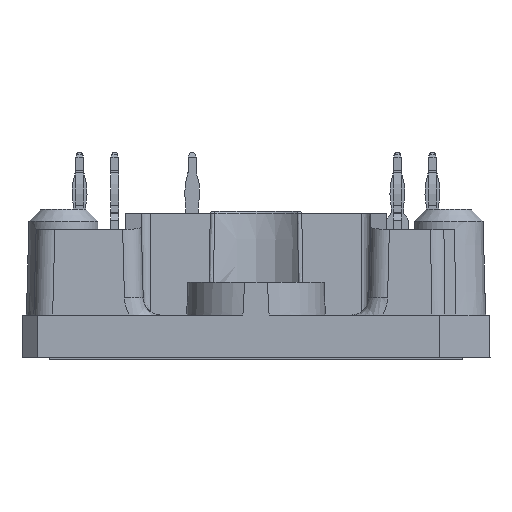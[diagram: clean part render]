
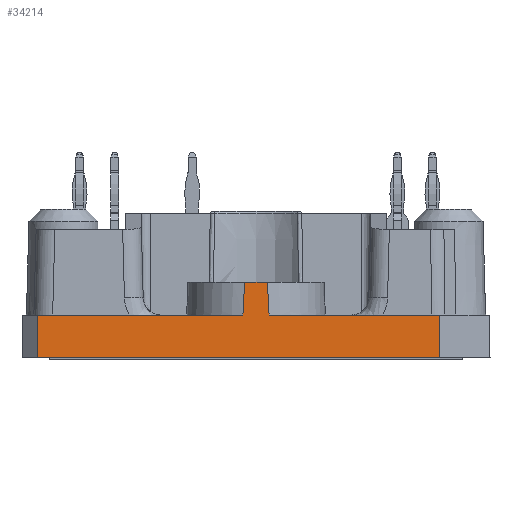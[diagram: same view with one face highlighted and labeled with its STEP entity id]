
A CAD part, left-side view. The second image highlights one B-rep face of the part: STEP entity #34214.
In plain terms, the highlighted planar face has unit normal (-1, 0, 0.018).
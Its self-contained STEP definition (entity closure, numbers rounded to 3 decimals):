
#1687=B_SPLINE_CURVE_WITH_KNOTS('',3,(#47061,#47062,#47063,#47064),
 .UNSPECIFIED.,.F.,.F.,(4,4),(0.,0.003),.UNSPECIFIED.);
#1690=B_SPLINE_CURVE_WITH_KNOTS('',3,(#47082,#47083,#47084,#47085),
 .UNSPECIFIED.,.F.,.F.,(4,4),(0.,0.003),.UNSPECIFIED.);
#3540=ORIENTED_EDGE('',*,*,#10340,.F.);
#3541=ORIENTED_EDGE('',*,*,#10457,.T.);
#3542=ORIENTED_EDGE('',*,*,#10394,.T.);
#3543=ORIENTED_EDGE('',*,*,#10458,.T.);
#3544=ORIENTED_EDGE('',*,*,#10317,.F.);
#3545=ORIENTED_EDGE('',*,*,#10199,.T.);
#3546=ORIENTED_EDGE('',*,*,#10231,.T.);
#3547=ORIENTED_EDGE('',*,*,#10205,.F.);
#10199=EDGE_CURVE('',#13687,#13686,#1687,.T.);
#10205=EDGE_CURVE('',#13691,#13692,#1690,.T.);
#10231=EDGE_CURVE('',#13686,#13692,#16165,.F.);
#10317=EDGE_CURVE('',#13687,#13778,#16202,.F.);
#10340=EDGE_CURVE('',#13796,#13691,#16218,.F.);
#10394=EDGE_CURVE('',#13845,#13844,#16244,.F.);
#10457=EDGE_CURVE('',#13796,#13845,#16292,.F.);
#10458=EDGE_CURVE('',#13844,#13778,#16293,.F.);
#13686=VERTEX_POINT('',#47060);
#13687=VERTEX_POINT('',#47065);
#13691=VERTEX_POINT('',#47081);
#13692=VERTEX_POINT('',#47086);
#13778=VERTEX_POINT('',#47425);
#13796=VERTEX_POINT('',#47475);
#13844=VERTEX_POINT('',#47586);
#13845=VERTEX_POINT('',#47588);
#16165=LINE('',#47164,#18725);
#16202=LINE('',#47424,#18762);
#16218=LINE('',#47476,#18778);
#16244=LINE('',#47587,#18804);
#16292=LINE('',#47713,#18852);
#16293=LINE('',#47714,#18853);
#18725=VECTOR('',#39492,1000.);
#18762=VECTOR('',#39611,1000.);
#18778=VECTOR('',#39643,1000.);
#18804=VECTOR('',#39725,1000.);
#18852=VECTOR('',#39829,1000.);
#18853=VECTOR('',#39830,1000.);
#21047=EDGE_LOOP('',(#3540,#3541,#3542,#3543,#3544,#3545,#3546,#3547));
#22513=FACE_BOUND('',#21047,.T.);
#23787=PLANE('',#35951);
#34214=ADVANCED_FACE('',(#22513),#23787,.T.);
#35951=AXIS2_PLACEMENT_3D('',#47712,#39827,#39828);
#39492=DIRECTION('',(0.,-1.,0.));
#39611=DIRECTION('',(0.,1.,0.));
#39643=DIRECTION('',(0.,1.,0.));
#39725=DIRECTION('',(0.,1.,0.));
#39827=DIRECTION('',(-1.,0.,0.017));
#39828=DIRECTION('',(0.017,0.,1.));
#39829=DIRECTION('',(0.017,-0.017,1.));
#39830=DIRECTION('',(-0.017,-0.007,-1.));
#47060=CARTESIAN_POINT('',(-40.895,-0.913,6.));
#47061=CARTESIAN_POINT('',(-40.941,-1.044,3.4));
#47062=CARTESIAN_POINT('',(-40.926,-1.003,4.267));
#47063=CARTESIAN_POINT('',(-40.91,-0.959,5.133));
#47064=CARTESIAN_POINT('',(-40.895,-0.913,6.));
#47065=CARTESIAN_POINT('',(-40.941,-1.044,3.4));
#47081=CARTESIAN_POINT('',(-40.941,1.044,3.4));
#47082=CARTESIAN_POINT('',(-40.941,1.044,3.4));
#47083=CARTESIAN_POINT('',(-40.926,1.003,4.267));
#47084=CARTESIAN_POINT('',(-40.91,0.959,5.133));
#47085=CARTESIAN_POINT('',(-40.895,0.913,6.));
#47086=CARTESIAN_POINT('',(-40.895,0.913,6.));
#47164=CARTESIAN_POINT('',(-40.895,0.,6.));
#47424=CARTESIAN_POINT('',(-40.941,0.,3.4));
#47425=CARTESIAN_POINT('',(-40.941,-14.675,3.4));
#47475=CARTESIAN_POINT('',(-40.941,17.43,3.4));
#47476=CARTESIAN_POINT('',(-40.941,0.,3.4));
#47586=CARTESIAN_POINT('',(-41.,-14.7,0.));
#47587=CARTESIAN_POINT('',(-41.,0.,0.));
#47588=CARTESIAN_POINT('',(-41.,17.49,0.));
#47712=CARTESIAN_POINT('',(-41.,0.,0.));
#47713=CARTESIAN_POINT('',(-40.995,17.484,0.305));
#47714=CARTESIAN_POINT('',(-40.998,-14.699,0.134));
